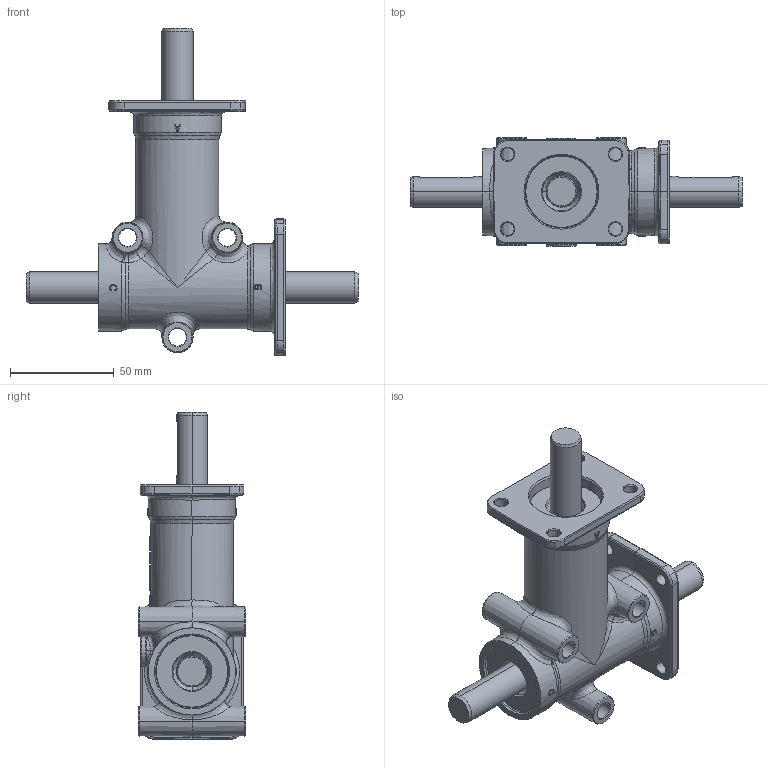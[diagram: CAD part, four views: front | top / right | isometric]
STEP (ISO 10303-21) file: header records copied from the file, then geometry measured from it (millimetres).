
FILE_DESCRIPTION(('STEP AP214'),'1');
FILE_NAME('_inox.stp','2017-07-06T14:16:41',('TraceParts'),('TraceParts S.A.'),'Spatial InterOp 3D',' ',' ');
FILE_SCHEMA(('automotive_design'));
Length unit declared in the file: millimetre
Products named in the file (1): dz_23_–_–_2fabc_–_inox
Bounding box: 160 x 52 x 158 mm (x, y, z)
Volume: 252901.4 mm3; surface area: 50027.7 mm2
Topology: 1 solids, 2 shells, 1086 faces, 2859 edges, 1793 vertices
Faces by surface type: bspline 417, cylinder 286, plane 192, cone 102, torus 63, sphere 26
Entity records: 83768 total; most frequent: CARTESIAN_POINT 47174, ORIENTED_EDGE 5666, DIRECTION 3977, EDGE_CURVE 2833, PRESENTATION_STYLE_ASSIGNMENT 2075, COLOUR_RGB 2075, VERTEX_POINT 1793, AXIS2_PLACEMENT_3D 1597
